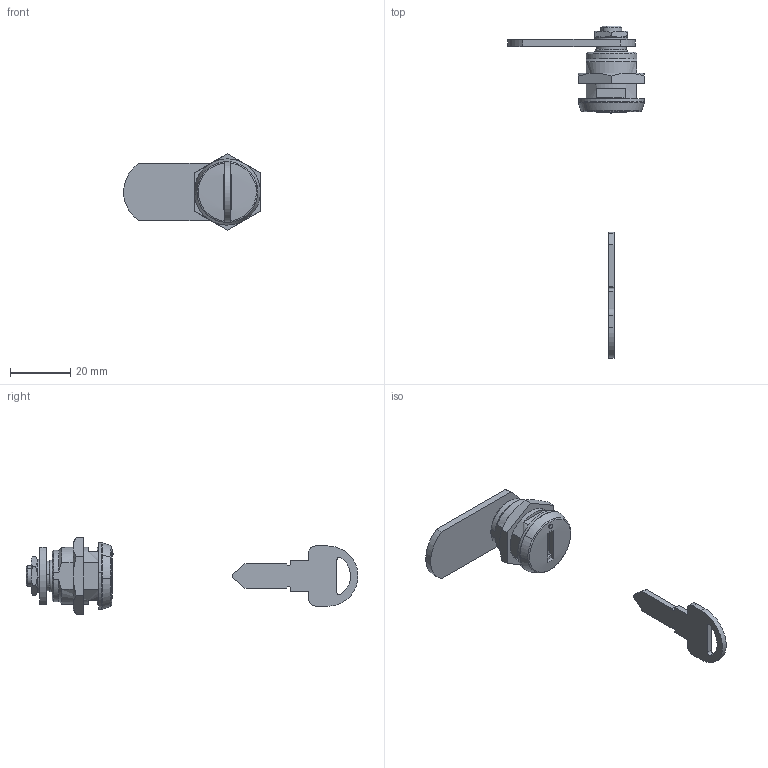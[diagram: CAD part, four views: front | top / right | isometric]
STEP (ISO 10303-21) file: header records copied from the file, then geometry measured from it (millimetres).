
FILE_DESCRIPTION((''),'2;1');
FILE_NAME('','2005-07-15T15:50:33',(''),(''),'','CADfix','');
FILE_SCHEMA(('AUTOMOTIVE_DESIGN'));
Length unit declared in the file: millimetre
Products named in the file (8): washer; nut_B; nut_A; lock; key; cap; cam; TL_255_2_555_36
Assembly tree (7 placements, depth 2):
  TL_255_2_555_36
    washer
    nut_B
    nut_A
    lock
    key
    cap
    cam
Bounding box: 45.5 x 110.39 x 25.4 mm (x, y, z)
Volume: 8810.9 mm3; surface area: 7234.6 mm2
Topology: 7 solids, 7 shells, 160 faces, 438 edges, 301 vertices
Faces by surface type: bspline 160
Entity records: 5746 total; most frequent: CARTESIAN_POINT 3054, ORIENTED_EDGE 876, EDGE_CURVE 438, VERTEX_POINT 301, QUASI_UNIFORM_CURVE 201, EDGE_LOOP 181, FACE_OUTER_BOUND 160, ADVANCED_FACE 160
